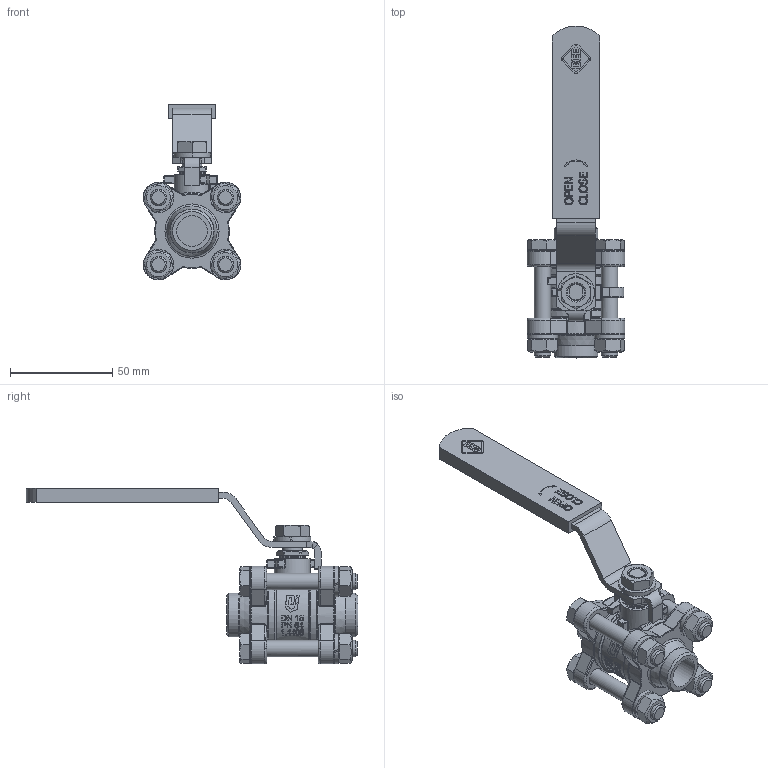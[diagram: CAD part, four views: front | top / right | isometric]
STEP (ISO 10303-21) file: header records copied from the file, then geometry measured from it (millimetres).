
FILE_DESCRIPTION(('HOOPS Exchange Step'),'2;1');
FILE_NAME('GK0401_DN15.stp','2025-10-31T14:40:47+01:00',('nieru'),('Unknown organisation'),'HOOPS Exchange 2024.2','HOOPS Exchange','Unknown authorisation');
FILE_SCHEMA( ('AP203_CONFIGURATION_CONTROLLED_3D_DESIGN_OF_MECHANICAL_PARTS_AND_ASSEMBLIES_MIM_LF') );
Length unit declared in the file: millimetre
Products named in the file (2): 0; root
Assembly tree (1 placements, depth 2):
  root
    0
Bounding box: 47.73 x 162 x 85.87 mm (x, y, z)
Volume: 93057.4 mm3; surface area: 33449.9 mm2
Topology: 1 solids, 1 shells, 1370 faces, 3670 edges, 2364 vertices
Faces by surface type: plane 496, cylinder 356, bspline 270, torus 135, cone 80, sphere 33
Full cylindrical faces by diameter (mm): 8 x8, 8.382 x1, 8.4 x1, 8.8 x8, 9.5 x1, 10 x1, 11.63 x4, 12.7 x1, 15 x2, 17.5 x1, 21.4 x2, 36.4 x4
Entity records: 53752 total; most frequent: CARTESIAN_POINT 21525, ORIENTED_EDGE 7310, DIRECTION 5588, EDGE_CURVE 3655, VERTEX_POINT 2364, AXIS2_PLACEMENT_3D 2156, EDGE_LOOP 1469, FACE_BOUND 1469
